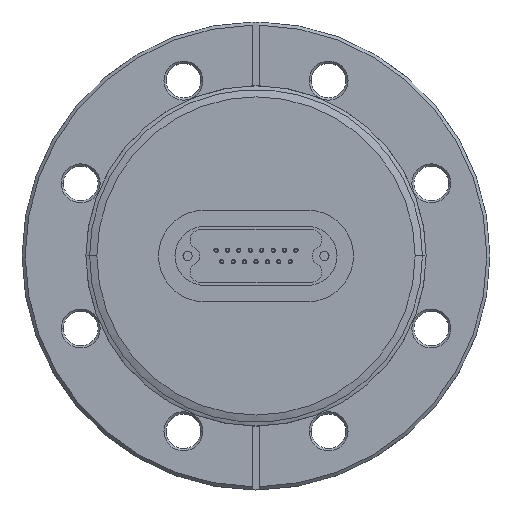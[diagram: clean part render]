
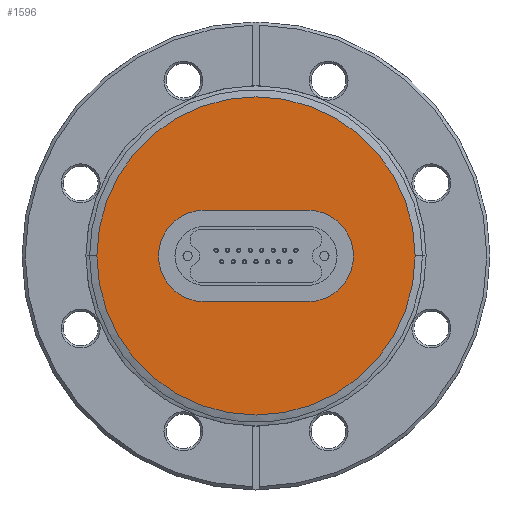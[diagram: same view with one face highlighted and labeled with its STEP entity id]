
A CAD part, top view. The second image highlights one B-rep face of the part: STEP entity #1596.
In plain terms, the highlighted planar face has unit normal (0, 0, 1).
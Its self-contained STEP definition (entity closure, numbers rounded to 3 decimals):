
#486 = VERTEX_POINT ( 'NONE', #8007 ) ;
#803 = DIRECTION ( 'NONE',  ( 1., 0., 0. ) ) ;
#991 = VECTOR ( 'NONE', #3703, 1000. ) ;
#1075 = DIRECTION ( 'NONE',  ( 0., 0., -1. ) ) ;
#1129 = CARTESIAN_POINT ( 'NONE',  ( 38.61, 0., 15.95 ) ) ;
#1400 = DIRECTION ( 'NONE',  ( 0., 0., 1. ) ) ;
#1487 = DIRECTION ( 'NONE',  ( 1., 0., 0. ) ) ;
#1559 = EDGE_CURVE ( 'NONE', #5590, #2183, #5221, .T. ) ;
#1596 = ADVANCED_FACE ( 'NONE', ( #4001, #7756 ), #5198, .T. ) ;
#1728 = CARTESIAN_POINT ( 'NONE',  ( 12.55, 11.11, 15.95 ) ) ;
#1754 = CARTESIAN_POINT ( 'NONE',  ( -12.55, 11.11, 15.95 ) ) ;
#1773 = ORIENTED_EDGE ( 'NONE', *, *, #5316, .F. ) ;
#1802 = CARTESIAN_POINT ( 'NONE',  ( 23.66, 0., 15.95 ) ) ;
#1855 = VERTEX_POINT ( 'NONE', #1129 ) ;
#1910 = CARTESIAN_POINT ( 'NONE',  ( 0., 0., 15.95 ) ) ;
#1995 = DIRECTION ( 'NONE',  ( 1., 0., 0. ) ) ;
#2006 = VERTEX_POINT ( 'NONE', #5832 ) ;
#2183 = VERTEX_POINT ( 'NONE', #1802 ) ;
#2291 = AXIS2_PLACEMENT_3D ( 'NONE', #1910, #5878, #5163 ) ;
#2315 = CARTESIAN_POINT ( 'NONE',  ( 0., 0., 15.95 ) ) ;
#2344 = CARTESIAN_POINT ( 'NONE',  ( -12.55, 11.11, 15.95 ) ) ;
#2353 = DIRECTION ( 'NONE',  ( 1., 0., 0. ) ) ;
#2355 = CIRCLE ( 'NONE', #2631, 11.11 ) ;
#2435 = AXIS2_PLACEMENT_3D ( 'NONE', #4732, #6689, #1487 ) ;
#2537 = ORIENTED_EDGE ( 'NONE', *, *, #6406, .F. ) ;
#2631 = AXIS2_PLACEMENT_3D ( 'NONE', #6691, #1400, #803 ) ;
#2715 = CARTESIAN_POINT ( 'NONE',  ( 0., 0., 15.95 ) ) ;
#2912 = VECTOR ( 'NONE', #3645, 1000. ) ;
#3437 = AXIS2_PLACEMENT_3D ( 'NONE', #6006, #5324, #1995 ) ;
#3489 = EDGE_LOOP ( 'NONE', ( #1773, #3751, #2537, #4271, #6165 ) ) ;
#3645 = DIRECTION ( 'NONE',  ( 1., 0., 0. ) ) ;
#3703 = DIRECTION ( 'NONE',  ( -1., 0., 0. ) ) ;
#3751 = ORIENTED_EDGE ( 'NONE', *, *, #6207, .F. ) ;
#3910 = EDGE_CURVE ( 'NONE', #2006, #1855, #5405, .T. ) ;
#4001 = FACE_BOUND ( 'NONE', #3489, .T. ) ;
#4167 = LINE ( 'NONE', #6213, #2912 ) ;
#4172 = VERTEX_POINT ( 'NONE', #1728 ) ;
#4271 = ORIENTED_EDGE ( 'NONE', *, *, #1559, .F. ) ;
#4474 = CIRCLE ( 'NONE', #2291, 38.61 ) ;
#4732 = CARTESIAN_POINT ( 'NONE',  ( -12.55, 0., 15.95 ) ) ;
#5142 = CARTESIAN_POINT ( 'NONE',  ( 12.55, -11.11, 15.95 ) ) ;
#5163 = DIRECTION ( 'NONE',  ( 1., 0., 0. ) ) ;
#5198 = PLANE ( 'NONE',  #6716 ) ;
#5211 = EDGE_CURVE ( 'NONE', #1855, #2006, #4474, .T. ) ;
#5221 = CIRCLE ( 'NONE', #3437, 11.11 ) ;
#5316 = EDGE_CURVE ( 'NONE', #6226, #486, #6929, .T. ) ;
#5324 = DIRECTION ( 'NONE',  ( 0., 0., 1. ) ) ;
#5405 = CIRCLE ( 'NONE', #7314, 38.61 ) ;
#5590 = VERTEX_POINT ( 'NONE', #5142 ) ;
#5832 = CARTESIAN_POINT ( 'NONE',  ( -38.61, 0., 15.95 ) ) ;
#5878 = DIRECTION ( 'NONE',  ( 0., 0., -1. ) ) ;
#6006 = CARTESIAN_POINT ( 'NONE',  ( 12.55, 0., 15.95 ) ) ;
#6165 = ORIENTED_EDGE ( 'NONE', *, *, #6967, .F. ) ;
#6207 = EDGE_CURVE ( 'NONE', #4172, #6226, #7596, .T. ) ;
#6213 = CARTESIAN_POINT ( 'NONE',  ( -12.55, -11.11, 15.95 ) ) ;
#6226 = VERTEX_POINT ( 'NONE', #2344 ) ;
#6346 = ORIENTED_EDGE ( 'NONE', *, *, #3910, .F. ) ;
#6406 = EDGE_CURVE ( 'NONE', #2183, #4172, #2355, .T. ) ;
#6608 = DIRECTION ( 'NONE',  ( 1., 0., 0. ) ) ;
#6689 = DIRECTION ( 'NONE',  ( 0., 0., 1. ) ) ;
#6691 = CARTESIAN_POINT ( 'NONE',  ( 12.55, 0., 15.95 ) ) ;
#6716 = AXIS2_PLACEMENT_3D ( 'NONE', #2715, #7918, #6608 ) ;
#6739 = EDGE_LOOP ( 'NONE', ( #6346, #8017 ) ) ;
#6929 = CIRCLE ( 'NONE', #2435, 11.11 ) ;
#6967 = EDGE_CURVE ( 'NONE', #486, #5590, #4167, .T. ) ;
#7314 = AXIS2_PLACEMENT_3D ( 'NONE', #2315, #1075, #2353 ) ;
#7596 = LINE ( 'NONE', #1754, #991 ) ;
#7756 = FACE_OUTER_BOUND ( 'NONE', #6739, .T. ) ;
#7918 = DIRECTION ( 'NONE',  ( 0., 0., 1. ) ) ;
#8007 = CARTESIAN_POINT ( 'NONE',  ( -12.55, -11.11, 15.95 ) ) ;
#8017 = ORIENTED_EDGE ( 'NONE', *, *, #5211, .F. ) ;
